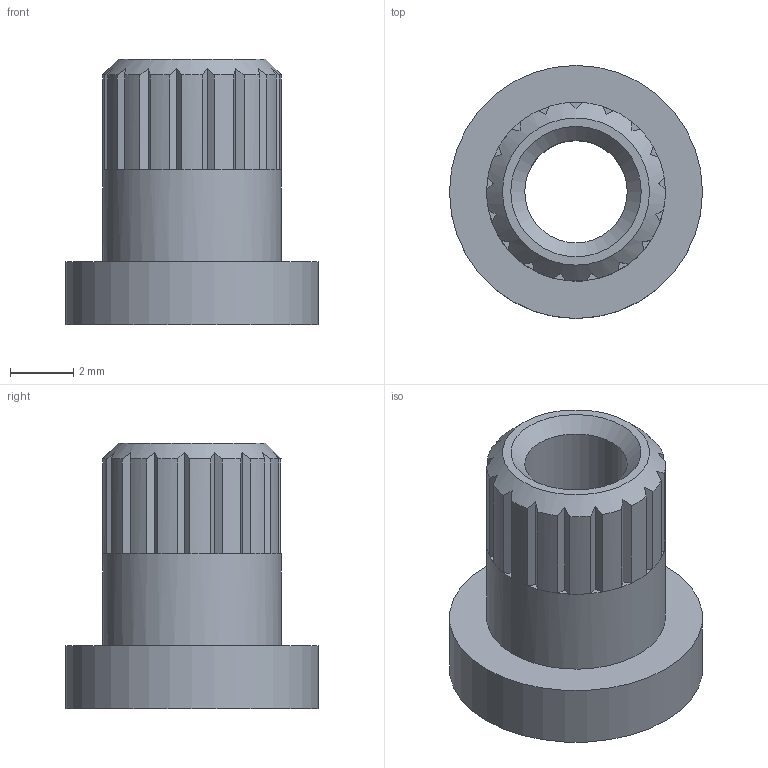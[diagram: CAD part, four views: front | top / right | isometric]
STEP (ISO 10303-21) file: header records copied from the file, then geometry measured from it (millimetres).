
FILE_DESCRIPTION( ( 'Unknown' ), '1' );
FILE_NAME( '7461120.stp', 'Unknown', ( 'Unknown' ), ( 'Unknown' ), 'PSStep 14.0', 'Unknown', ' ' );
FILE_SCHEMA( ( 'AUTOMOTIVE_DESIGN { 1 0 10303 214 1 1 1 1 }' ) );
Length unit declared in the file: millimetre
Products named in the file (1): 1
Bounding box: 8 x 8 x 8.4 mm (x, y, z)
Volume: 185.3 mm3; surface area: 331.9 mm2
Topology: 1 solids, 1 shells, 77 faces, 186 edges, 112 vertices
Faces by surface type: plane 54, cylinder 20, cone 3
Full cylindrical faces by diameter (mm): 3.242 x1, 5.648 x1, 8 x1
Entity records: 2867 total; most frequent: CARTESIAN_POINT 604, ORIENTED_EDGE 356, DIRECTION 291, EDGE_CURVE 178, VERTEX_POINT 110, AXIS2_PLACEMENT_3D 103, EDGE_LOOP 86, LINE 85
